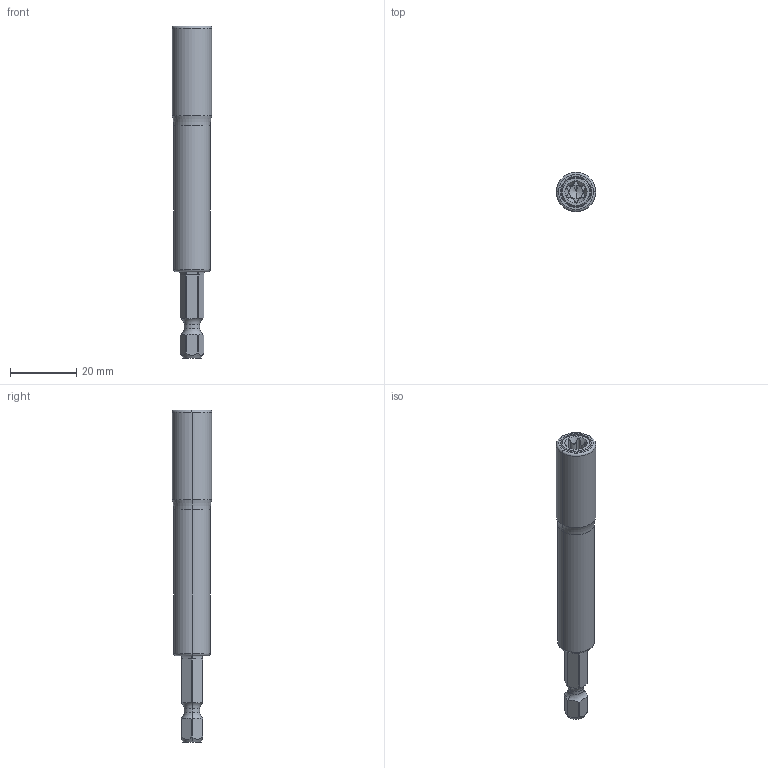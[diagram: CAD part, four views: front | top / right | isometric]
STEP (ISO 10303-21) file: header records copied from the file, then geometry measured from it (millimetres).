
FILE_DESCRIPTION((''),'2;1');
FILE_NAME('4027108307_ASM','2023-09-01T10:44:04',('a00565553'),(''),'CREO PARAMETRIC BY PTC INC, 2022414','CREO PARAMETRIC BY PTC INC, 2022414','');
FILE_SCHEMA(('CONFIG_CONTROL_DESIGN','GEOMETRIC_VALIDATION_PROPERTIES_MIM'));
Length unit declared in the file: millimetre
Products named in the file (3): 4027911277; 4027044595; 4027108307_ASM
Assembly tree (2 placements, depth 2):
  4027108307_ASM
    4027911277
    4027044595
Bounding box: 11.9 x 11.9 x 100 mm (x, y, z)
Volume: 7516.8 mm3; surface area: 7500.6 mm2
Topology: 2 solids, 2 shells, 99 faces, 242 edges, 147 vertices
Faces by surface type: cylinder 50, torus 24, plane 17, cone 8
Entity records: 3576 total; most frequent: CARTESIAN_POINT 894, DIRECTION 514, ORIENTED_EDGE 480, EDGE_CURVE 240, AXIS2_PLACEMENT_3D 222, VERTEX_POINT 147, CIRCLE 118, EDGE_LOOP 103
